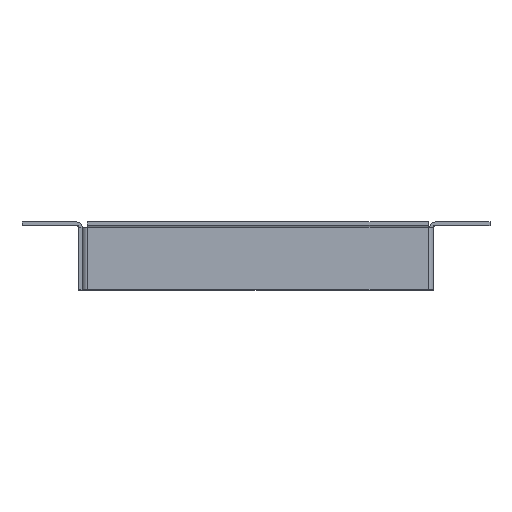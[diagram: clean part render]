
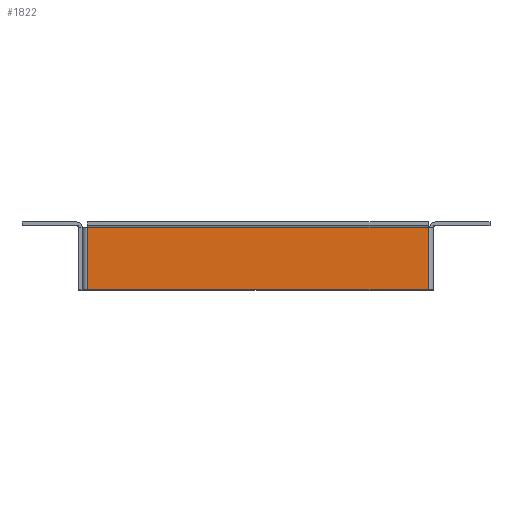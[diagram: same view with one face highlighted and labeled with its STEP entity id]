
A CAD part, top view. The second image highlights one B-rep face of the part: STEP entity #1822.
In plain terms, the highlighted planar face has unit normal (0, 0, 1).
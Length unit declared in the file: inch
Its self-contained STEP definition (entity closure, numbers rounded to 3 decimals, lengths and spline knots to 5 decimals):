
#5 = VERTEX_POINT ( 'NONE', #1061 ) ;
#33 = ORIENTED_EDGE ( 'NONE', *, *, #76, .F. ) ;
#76 = EDGE_CURVE ( 'NONE', #357, #5, #1762, .T. ) ;
#152 = DIRECTION ( 'NONE',  ( 1., 0., 0. ) ) ;
#164 = DIRECTION ( 'NONE',  ( 1., 0., 0. ) ) ;
#321 = ORIENTED_EDGE ( 'NONE', *, *, #2067, .F. ) ;
#337 = VECTOR ( 'NONE', #152, 39.37008 ) ;
#357 = VERTEX_POINT ( 'NONE', #2471 ) ;
#465 = LINE ( 'NONE', #1109, #1808 ) ;
#511 = DIRECTION ( 'NONE',  ( -1., 0., 0. ) ) ;
#548 = PLANE ( 'NONE',  #2434 ) ;
#739 = CARTESIAN_POINT ( 'NONE',  ( -2.89299, -0.5195, 2.95 ) ) ;
#748 = EDGE_LOOP ( 'NONE', ( #917, #321, #33, #1995 ) ) ;
#773 = DIRECTION ( 'NONE',  ( 0., 1., 0. ) ) ;
#917 = ORIENTED_EDGE ( 'NONE', *, *, #2401, .F. ) ;
#1061 = CARTESIAN_POINT ( 'NONE',  ( -2.80699, 0.5195, 2.95 ) ) ;
#1109 = CARTESIAN_POINT ( 'NONE',  ( 2.864, 0.5195, 2.95 ) ) ;
#1351 = DIRECTION ( 'NONE',  ( 0., 0., -1. ) ) ;
#1537 = FACE_OUTER_BOUND ( 'NONE', #748, .T. ) ;
#1710 = CARTESIAN_POINT ( 'NONE',  ( 2.864, 0.5195, 2.95 ) ) ;
#1762 = LINE ( 'NONE', #2561, #2189 ) ;
#1808 = VECTOR ( 'NONE', #2351, 39.37008 ) ;
#1822 = ADVANCED_FACE ( 'NONE', ( #1537 ), #548, .F. ) ;
#1916 = CARTESIAN_POINT ( 'NONE',  ( 2.864, -0.5195, 2.95 ) ) ;
#1919 = LINE ( 'NONE', #739, #2096 ) ;
#1995 = ORIENTED_EDGE ( 'NONE', *, *, #2025, .T. ) ;
#2025 = EDGE_CURVE ( 'NONE', #357, #2302, #1919, .T. ) ;
#2067 = EDGE_CURVE ( 'NONE', #5, #2348, #2374, .T. ) ;
#2096 = VECTOR ( 'NONE', #164, 39.37008 ) ;
#2189 = VECTOR ( 'NONE', #773, 39.37008 ) ;
#2302 = VERTEX_POINT ( 'NONE', #1916 ) ;
#2307 = CARTESIAN_POINT ( 'NONE',  ( -2.89299, 0.5195, 2.95 ) ) ;
#2348 = VERTEX_POINT ( 'NONE', #1710 ) ;
#2351 = DIRECTION ( 'NONE',  ( 0., -1., 0. ) ) ;
#2374 = LINE ( 'NONE', #2523, #337 ) ;
#2401 = EDGE_CURVE ( 'NONE', #2348, #2302, #465, .T. ) ;
#2434 = AXIS2_PLACEMENT_3D ( 'NONE', #2307, #1351, #511 ) ;
#2471 = CARTESIAN_POINT ( 'NONE',  ( -2.80699, -0.5195, 2.95 ) ) ;
#2523 = CARTESIAN_POINT ( 'NONE',  ( -2.89299, 0.5195, 2.95 ) ) ;
#2561 = CARTESIAN_POINT ( 'NONE',  ( -2.80699, 0.5195, 2.95 ) ) ;
